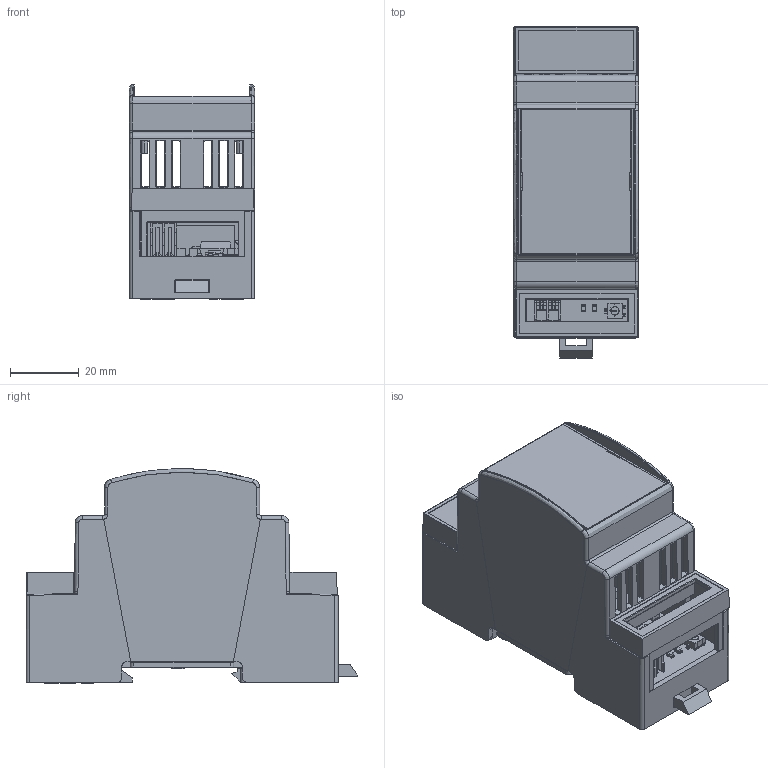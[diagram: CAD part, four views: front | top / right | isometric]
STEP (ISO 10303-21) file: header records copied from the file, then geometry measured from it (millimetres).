
FILE_DESCRIPTION(('KiCad electronic assembly'),'2;1');
FILE_NAME('ZSS4821-H10.1.step','2022-10-14T09:16:04',('Pcbnew'),('Kicad' ),'Open CASCADE STEP processor 7.6','KiCad to STEP converter', 'Unknown');
FILE_SCHEMA(('AUTOMOTIVE_DESIGN { 1 0 10303 214 1 1 1 1 }'));
Length unit declared in the file: millimetre
Products named in the file (42): ZSS4821-H10.1 1; LED_0805_2012Metric; SOLID; TO-263-2; R_0603_1608Metric; R_1206_3216Metric; R_Axial_Power_L25.0mm_W9.0mm_P27.94mm; C_0603_1608Metric; D_SOD-123F; SOT-23; R_0805_2012Metric; SOIC-8_3.9x4.9mm_P1.27mm; SOT-353_SC-70-5; DG121V-THR-3.5-02P-13-100AH; M-04059 (2M met ventilatie); COMPOUND; M-00688 (2M cover); M-00353 (2M cover close); M-00381 (2M klep zonder frame); 17395xx75; D_SOT-23; Potentiometer_Bourns_3314G_Vertical; C_1210_3225Metric; ZSS4821-H10.1 PCB
Assembly tree (64 placements, depth 3):
  ZSS4821-H10.1 1
    LED_0805_2012Metric  x2
      SOLID
    TO-263-2
      SOLID
    R_0603_1608Metric  x13
      SOLID
    R_1206_3216Metric  x2
      SOLID
    R_Axial_Power_L25.0mm_W9.0mm_P27.94mm  x3
      SOLID
    C_0603_1608Metric  x6
      SOLID
    D_SOD-123F
      SOLID
    SOT-23
      SOLID
    R_0805_2012Metric  x2
      SOLID
    SOIC-8_3.9x4.9mm_P1.27mm
      SOLID
    SOT-353_SC-70-5
      SOLID
    DG121V-THR-3.5-02P-13-100AH
      SOLID
    M-04059 (2M met ventilatie)
      COMPOUND
    M-00688 (2M cover)
      SOLID
    M-00353 (2M cover close)
      SOLID
    M-00381 (2M klep zonder frame)
      SOLID
    17395xx75
      SOLID
    D_SOT-23
      SOLID
    Potentiometer_Bourns_3314G_Vertical
      SOLID
    C_1210_3225Metric  x2
      SOLID
    ZSS4821-H10.1 PCB
Bounding box: 36.31 x 96.29 x 62.3 mm (x, y, z)
Volume: 48567.1 mm3; surface area: 58762.4 mm2
Topology: 45 solids, 45 shells, 4592 faces, 12829 edges, 8393 vertices
Faces by surface type: bspline 4573, cylinder 13, plane 6
Full cylindrical faces by diameter (mm): 1 x3, 1.2 x10
Entity records: 270090 total; most frequent: CARTESIAN_POINT 103757, B_SPLINE_CURVE_WITH_KNOTS 31724, ORIENTED_EDGE 22460, PCURVE 22460, DEFINITIONAL_REPRESENTATION 22460, EDGE_CURVE 11230, SURFACE_CURVE 11206, VERTEX_POINT 7370
